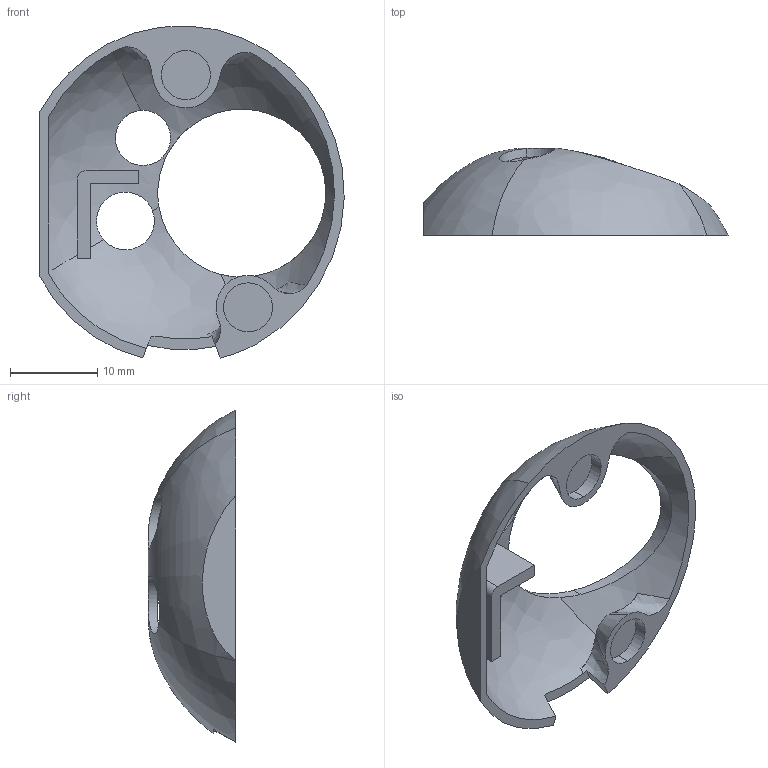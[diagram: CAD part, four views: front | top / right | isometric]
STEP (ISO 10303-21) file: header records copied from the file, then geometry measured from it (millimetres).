
FILE_DESCRIPTION (( 'STEP AP214' ), '1' );
FILE_NAME ('last_camera_lid_v1.STEP', '2019-10-22T12:44:55', ( '' ), ( '' ), 'SwSTEP 2.0', 'SolidWorks 2017', '' );
FILE_SCHEMA (( 'AUTOMOTIVE_DESIGN' ));
Length unit declared in the file: millimetre
Products named in the file (1): last_camera_lid_v1
Bounding box: 34.81 x 10 x 37.96 mm (x, y, z)
Volume: 1274.9 mm3; surface area: 2653.7 mm2
Topology: 1 solids, 1 shells, 48 faces, 148 edges, 98 vertices
Faces by surface type: plane 20, bspline 14, cylinder 11, cone 3
Entity records: 7332 total; most frequent: CARTESIAN_POINT 6171, ORIENTED_EDGE 296, DIRECTION 150, EDGE_CURVE 148, VERTEX_POINT 98, B_SPLINE_CURVE_WITH_KNOTS 90, AXIS2_PLACEMENT_3D 57, EDGE_LOOP 50
